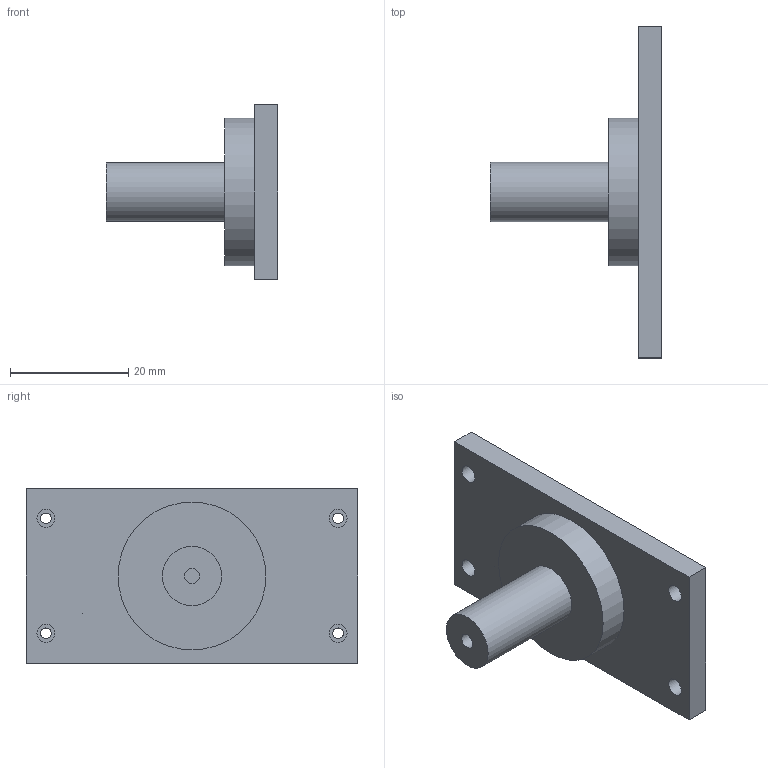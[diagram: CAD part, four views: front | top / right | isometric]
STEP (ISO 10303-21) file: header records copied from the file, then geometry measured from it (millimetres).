
FILE_DESCRIPTION(/* description */ (''),/* implementation_level */ '2;1');
FILE_NAME(/* name */ 'pole_mount.step',/* time_stamp */ '2026-02-16T14:50:00+01:00',/* author */ (''),/* organization */ (''),/* preprocessor_version */ 'ST-DEVELOPER v20.1',/* originating_system */ 'Autodesk Translation Framework v14.24.0.0',/* authorisation */ '');
FILE_SCHEMA (('AUTOMOTIVE_DESIGN { 1 0 10303 214 3 1 1 }'));
Length unit declared in the file: millimetre
Products named in the file (1): FlatRover
Bounding box: 29 x 56.07 x 29.55 mm (x, y, z)
Volume: 10222.1 mm3; surface area: 5455.1 mm2
Topology: 1 solids, 1 shells, 35 faces, 75 edges, 50 vertices
Faces by surface type: plane 24, cylinder 11
Full cylindrical faces by diameter (mm): 1.8 x4, 2.6 x1, 3.05 x4, 10 x1, 25 x1
Entity records: 1210 total; most frequent: DIRECTION 169, CARTESIAN_POINT 161, ORIENTED_EDGE 150, EDGE_CURVE 75, AXIS2_PLACEMENT_3D 58, EDGE_LOOP 53, LINE 53, VECTOR 53
